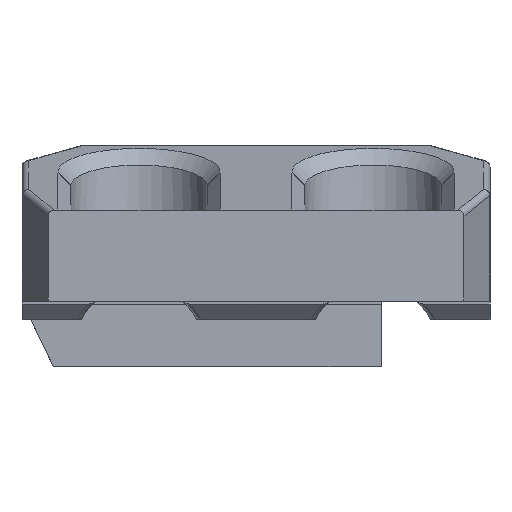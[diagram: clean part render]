
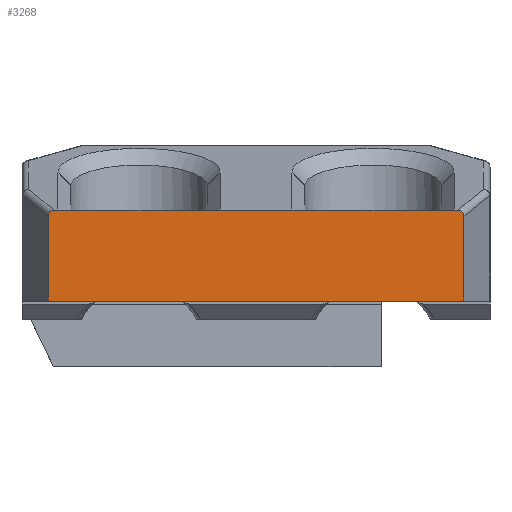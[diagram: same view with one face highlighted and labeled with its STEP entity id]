
A CAD part, top view. The second image highlights one B-rep face of the part: STEP entity #3268.
In plain terms, the highlighted planar face has unit normal (0, 0, 1).
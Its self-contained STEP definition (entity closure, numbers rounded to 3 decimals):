
#52=ELLIPSE('',#3488,0.552,0.5);
#54=ELLIPSE('',#3498,0.552,0.5);
#394=FACE_OUTER_BOUND('',#588,.T.);
#588=EDGE_LOOP('',(#2868,#2869,#2870,#2871,#2872,#2873,#2874,#2875,#2876,
#2877));
#823=LINE('',#5487,#1155);
#887=LINE('',#5856,#1219);
#892=LINE('',#5876,#1224);
#893=LINE('',#5877,#1225);
#910=LINE('',#6123,#1242);
#912=LINE('',#6127,#1244);
#914=LINE('',#6132,#1246);
#919=LINE('',#6142,#1251);
#1155=VECTOR('',#4121,10.);
#1219=VECTOR('',#4309,10.);
#1224=VECTOR('',#4314,10.);
#1225=VECTOR('',#4315,10.);
#1242=VECTOR('',#4366,10.);
#1244=VECTOR('',#4372,10.);
#1246=VECTOR('',#4378,10.);
#1251=VECTOR('',#4391,10.);
#1479=VERTEX_POINT('',#5484);
#1480=VERTEX_POINT('',#5486);
#1494=VERTEX_POINT('',#5539);
#1495=VERTEX_POINT('',#5540);
#1510=VERTEX_POINT('',#5580);
#1511=VERTEX_POINT('',#5581);
#1523=VERTEX_POINT('',#5639);
#1531=VERTEX_POINT('',#5828);
#1535=VERTEX_POINT('',#5855);
#1540=VERTEX_POINT('',#5874);
#1869=EDGE_CURVE('',#1480,#1479,#823,.T.);
#1898=EDGE_CURVE('',#1494,#1495,#52,.T.);
#1918=EDGE_CURVE('',#1510,#1511,#54,.T.);
#1963=EDGE_CURVE('',#1511,#1535,#887,.T.);
#1969=EDGE_CURVE('',#1540,#1523,#892,.T.);
#1970=EDGE_CURVE('',#1531,#1494,#893,.T.);
#1997=EDGE_CURVE('',#1510,#1480,#910,.T.);
#1999=EDGE_CURVE('',#1523,#1531,#912,.T.);
#2002=EDGE_CURVE('',#1535,#1540,#914,.T.);
#2007=EDGE_CURVE('',#1479,#1495,#919,.T.);
#2868=ORIENTED_EDGE('',*,*,#1898,.F.);
#2869=ORIENTED_EDGE('',*,*,#1970,.F.);
#2870=ORIENTED_EDGE('',*,*,#1999,.F.);
#2871=ORIENTED_EDGE('',*,*,#1969,.F.);
#2872=ORIENTED_EDGE('',*,*,#2002,.F.);
#2873=ORIENTED_EDGE('',*,*,#1963,.F.);
#2874=ORIENTED_EDGE('',*,*,#1918,.F.);
#2875=ORIENTED_EDGE('',*,*,#1997,.T.);
#2876=ORIENTED_EDGE('',*,*,#1869,.T.);
#2877=ORIENTED_EDGE('',*,*,#2007,.T.);
#3088=PLANE('',#3556);
#3268=ADVANCED_FACE('',(#394),#3088,.T.);
#3488=AXIS2_PLACEMENT_3D('',#5541,#4180,#4181);
#3498=AXIS2_PLACEMENT_3D('',#5582,#4215,#4216);
#3556=AXIS2_PLACEMENT_3D('',#6144,#4394,#4395);
#4121=DIRECTION('',(1.,0.,0.));
#4180=DIRECTION('center_axis',(0.,0.,
-1.));
#4181=DIRECTION('ref_axis',(0.778,0.629,0.));
#4215=DIRECTION('center_axis',(0.,0.,
-1.));
#4216=DIRECTION('ref_axis',(-0.778,0.629,0.));
#4309=DIRECTION('',(1.,0.,0.));
#4314=DIRECTION('',(1.,0.,0.));
#4315=DIRECTION('',(1.,0.,0.));
#4366=DIRECTION('',(0.,-1.,0.));
#4372=DIRECTION('',(1.,0.,0.));
#4378=DIRECTION('',(1.,0.,0.));
#4391=DIRECTION('',(0.,1.,0.));
#4394=DIRECTION('center_axis',(0.,0.,
1.));
#4395=DIRECTION('ref_axis',(-1.,0.,0.));
#5484=CARTESIAN_POINT('',(154.898,28.,469.4));
#5486=CARTESIAN_POINT('',(122.902,28.,469.4));
#5487=CARTESIAN_POINT('',(120.9,28.,469.4));
#5539=CARTESIAN_POINT('',(154.417,35.,469.4));
#5540=CARTESIAN_POINT('',(154.898,34.529,469.4));
#5541=CARTESIAN_POINT('Origin',(154.366,34.479,469.4));
#5580=CARTESIAN_POINT('',(122.902,34.529,469.4));
#5581=CARTESIAN_POINT('',(123.383,35.,469.4));
#5582=CARTESIAN_POINT('Origin',(123.434,34.479,469.4));
#5639=CARTESIAN_POINT('',(141.65,35.,469.4));
#5828=CARTESIAN_POINT('',(154.15,35.,469.4));
#5855=CARTESIAN_POINT('',(123.65,35.,469.4));
#5856=CARTESIAN_POINT('',(134.572,35.,469.4));
#5874=CARTESIAN_POINT('',(136.15,35.,469.4));
#5876=CARTESIAN_POINT('',(136.736,35.,469.4));
#5877=CARTESIAN_POINT('',(136.736,35.,469.4));
#6123=CARTESIAN_POINT('',(122.902,30.3,469.4));
#6127=CARTESIAN_POINT('',(136.736,35.,469.4));
#6132=CARTESIAN_POINT('',(134.572,35.,469.4));
#6142=CARTESIAN_POINT('',(154.898,30.3,469.4));
#6144=CARTESIAN_POINT('Origin',(138.9,34.,469.4));
